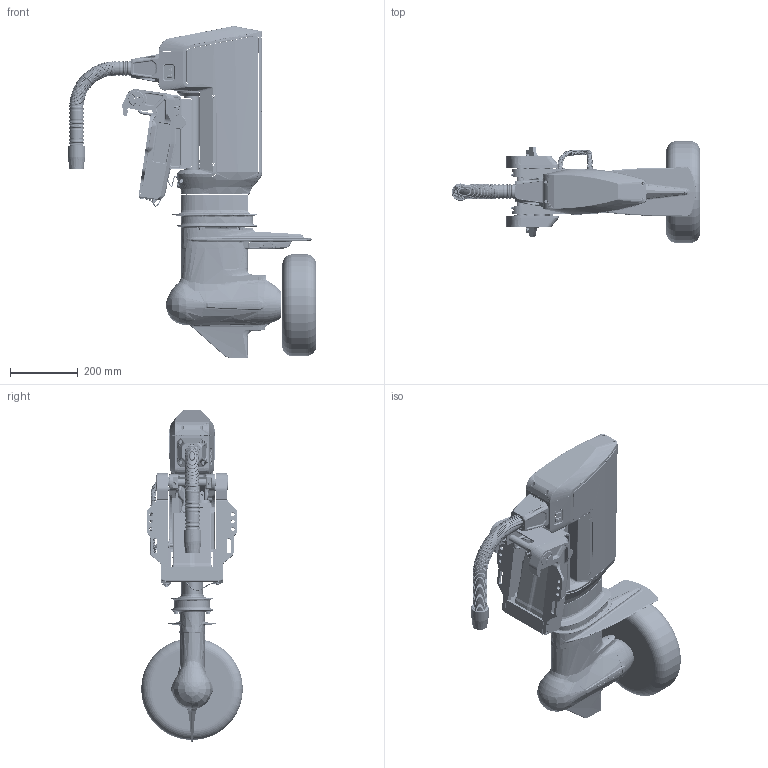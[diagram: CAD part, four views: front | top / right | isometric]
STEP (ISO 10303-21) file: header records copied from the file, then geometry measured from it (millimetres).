
FILE_DESCRIPTION (( 'STEP AP214' ), '1' );
FILE_NAME ('ER-A0913（X12-S）装配图-外观片体.STEP', '2024-03-11T09:53:33', ( '' ), ( '' ), 'SwSTEP 2.0', 'SolidWorks 2021', '' );
FILE_SCHEMA (( 'AUTOMOTIVE_DESIGN' ));
Length unit declared in the file: millimetre
Products named in the file (1): ER-A0913（X12-S）装配图-外观片体
Bounding box: 732.71 x 300 x 979.12 mm (x, y, z)
Surface area: 1567275.9 mm2 (no closed solid volume)
Topology: 0 solids, 243 shells, 4135 faces, 13678 edges, 9728 vertices
Faces by surface type: bspline 1909, plane 770, cylinder 679, torus 606, cone 167, sphere 4
Entity records: 452280 total; most frequent: CARTESIAN_POINT 351228, ORIENTED_EDGE 22033, DIRECTION 14939, EDGE_CURVE 13647, VERTEX_POINT 9728, B_SPLINE_CURVE_WITH_KNOTS 6414, AXIS2_PLACEMENT_3D 5960, EDGE_LOOP 4734
